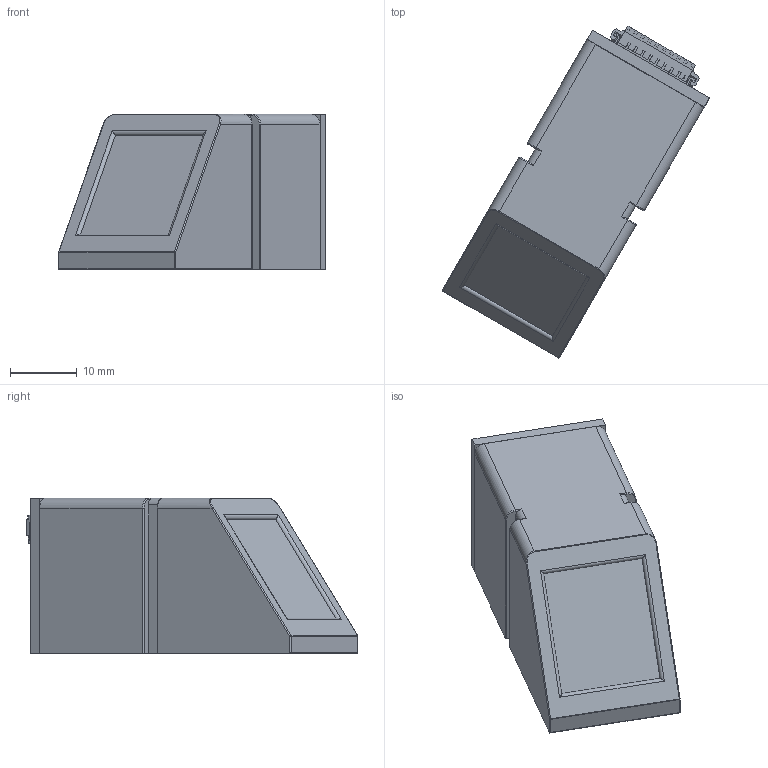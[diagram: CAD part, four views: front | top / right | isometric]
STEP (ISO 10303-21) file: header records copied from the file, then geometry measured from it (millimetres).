
FILE_DESCRIPTION(/* description */ (''),/* implementation_level */ '2;1');
FILE_NAME(/* name */ 'Fingerprint Reader v10.step',/* time_stamp */ '2020-03-16T20:31:22+01:00',/* author */ (''),/* organization */ (''),/* preprocessor_version */ 'ST-DEVELOPER v18',/* originating_system */ 'Autodesk Translation Framework v8.12.0.6',/* authorisation */ '');
FILE_SCHEMA (('AUTOMOTIVE_DESIGN { 1 0 10303 214 3 1 1 }'));
Length unit declared in the file: millimetre
Products named in the file (5): Fingerprint Reader; PCB; Molex 532610871; Sensor; Glass
Assembly tree (4 placements, depth 3):
  Fingerprint Reader
    PCB
      Molex 532610871
    Sensor
    Glass
Bounding box: 40.11 x 49.81 x 23.33 mm (x, y, z)
Volume: 5981.6 mm3; surface area: 8815.7 mm2
Topology: 53 solids, 53 shells, 668 faces, 1619 edges, 1053 vertices
Faces by surface type: plane 607, cylinder 51, torus 4, sphere 4, bspline 2
Entity records: 19297 total; most frequent: CARTESIAN_POINT 3417, ORIENTED_EDGE 3238, DIRECTION 3066, EDGE_CURVE 1619, LINE 1514, VECTOR 1514, VERTEX_POINT 1053, AXIS2_PLACEMENT_3D 776
